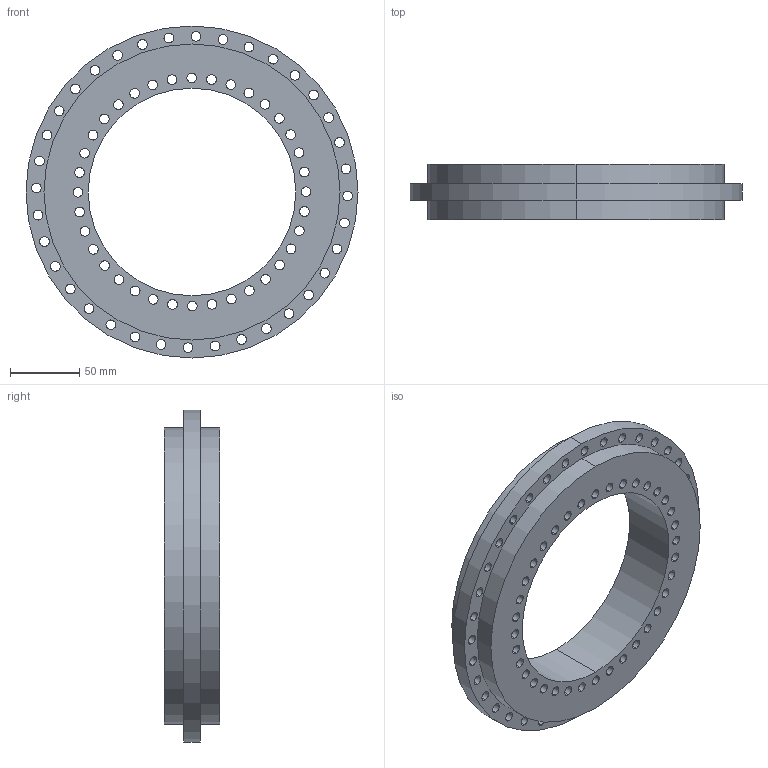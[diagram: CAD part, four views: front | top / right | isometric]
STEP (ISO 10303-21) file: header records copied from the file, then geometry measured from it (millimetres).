
FILE_DESCRIPTION (( 'STEP AP203' ), '1' );
FILE_NAME ('YRT150.STEP', '2014-05-19T03:09:10', ( '微软用户' ), ( '微软中国' ), 'SwSTEP 2.0', 'SolidWorks 2012', '' );
FILE_SCHEMA (( 'CONFIG_CONTROL_DESIGN' ));
Length unit declared in the file: millimetre
Products named in the file (1): YRT150
Bounding box: 240 x 40 x 240 mm (x, y, z)
Volume: 758450.8 mm3; surface area: 140287.2 mm2
Topology: 1 solids, 1 shells, 264 faces, 672 edges, 448 vertices
Faces by surface type: cylinder 224, plane 40
Entity records: 8613 total; most frequent: DIRECTION 1650, CARTESIAN_POINT 1385, ORIENTED_EDGE 1344, AXIS2_PLACEMENT_3D 713, EDGE_CURVE 672, EDGE_LOOP 448, VERTEX_POINT 448, CIRCLE 448
